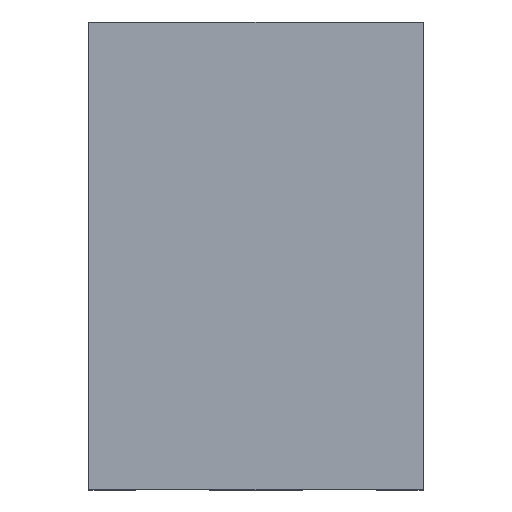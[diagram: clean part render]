
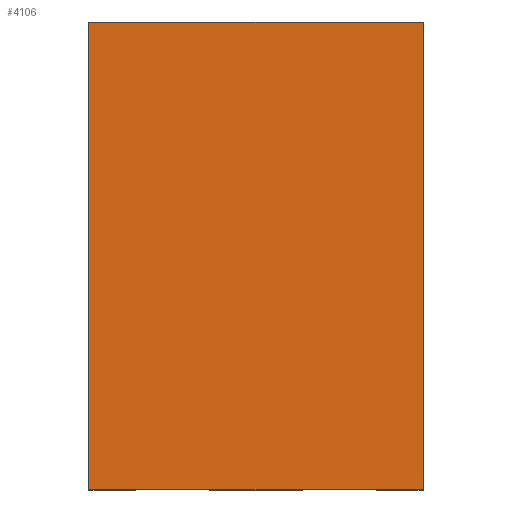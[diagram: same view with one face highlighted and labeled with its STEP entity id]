
A CAD part, top view. The second image highlights one B-rep face of the part: STEP entity #4106.
In plain terms, the highlighted planar face has unit normal (0, 0, 1).
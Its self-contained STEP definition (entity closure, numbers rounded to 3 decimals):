
#110=PLANE('',#5186);
#442=LINE('',#7084,#944);
#447=LINE('',#7094,#949);
#453=LINE('',#7104,#955);
#454=LINE('',#7106,#956);
#944=VECTOR('',#5897,1000.);
#949=VECTOR('',#5904,1000.);
#955=VECTOR('',#5914,1000.);
#956=VECTOR('',#5917,1000.);
#1812=ORIENTED_EDGE('',*,*,#2705,.T.);
#1813=ORIENTED_EDGE('',*,*,#2711,.T.);
#1814=ORIENTED_EDGE('',*,*,#2700,.T.);
#1815=ORIENTED_EDGE('',*,*,#2712,.T.);
#2700=EDGE_CURVE('',#3204,#3203,#442,.T.);
#2705=EDGE_CURVE('',#3208,#3207,#447,.T.);
#2711=EDGE_CURVE('',#3207,#3204,#453,.T.);
#2712=EDGE_CURVE('',#3203,#3208,#454,.T.);
#3203=VERTEX_POINT('',#7083);
#3204=VERTEX_POINT('',#7085);
#3207=VERTEX_POINT('',#7093);
#3208=VERTEX_POINT('',#7095);
#3614=EDGE_LOOP('',(#1812,#1813,#1814,#1815));
#3838=FACE_BOUND('',#3614,.T.);
#4106=ADVANCED_FACE('',(#3838),#110,.T.);
#5186=AXIS2_PLACEMENT_3D('',#7107,#5918,#5919);
#5897=DIRECTION('',(1.,0.,0.));
#5904=DIRECTION('',(-1.,0.,0.));
#5914=DIRECTION('',(0.,-1.,0.));
#5917=DIRECTION('',(0.,1.,0.));
#5918=DIRECTION('',(0.,0.,1.));
#5919=DIRECTION('',(1.,0.,0.));
#7083=CARTESIAN_POINT('',(0.5,-0.7,0.36));
#7084=CARTESIAN_POINT('',(-0.5,-0.7,0.36));
#7085=CARTESIAN_POINT('',(-0.5,-0.7,0.36));
#7093=CARTESIAN_POINT('',(-0.5,0.7,0.36));
#7094=CARTESIAN_POINT('',(0.5,0.7,0.36));
#7095=CARTESIAN_POINT('',(0.5,0.7,0.36));
#7104=CARTESIAN_POINT('',(-0.5,0.7,0.36));
#7106=CARTESIAN_POINT('',(0.5,-0.7,0.36));
#7107=CARTESIAN_POINT('',(0.,0.,0.36));
